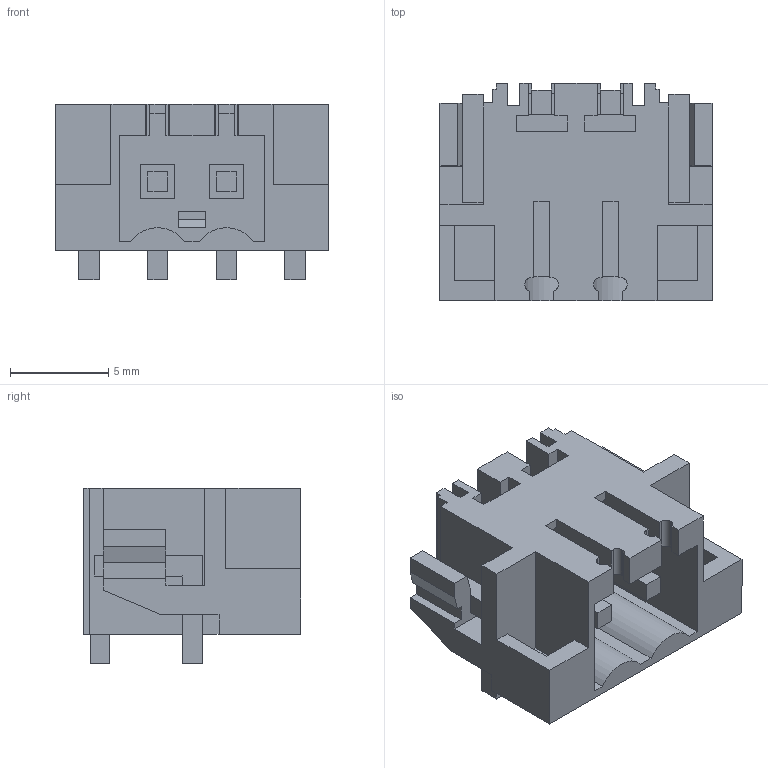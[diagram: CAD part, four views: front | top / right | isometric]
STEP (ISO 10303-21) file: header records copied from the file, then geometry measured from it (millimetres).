
FILE_DESCRIPTION(('CATIA V5 STEP Exchange','CAx-IF Rec.Pracs.--- Model Styling and Organization---1.2---2011-12-15'),'2;1');
FILE_NAME ('D1451629_0_1379610000_1379610000.stp','2018-03-10T07:11:43+00:00',('none'),('Weidmueller'),'CATIA Version 5-6 Release 2014','CATIA V5 STEP AP214','none');
FILE_SCHEMA(('AUTOMOTIVE_DESIGN { 1 0 10303 214 1 1 1 1 }'));
Length unit declared in the file: millimetre
Products named in the file (1): 1379610000
Bounding box: 13.85 x 11.05 x 8.95 mm (x, y, z)
Volume: 517.2 mm3; surface area: 1329.8 mm2
Topology: 5 solids, 5 shells, 218 faces, 638 edges, 431 vertices
Faces by surface type: plane 208, cylinder 10
Entity records: 6933 total; most frequent: ORIENTED_EDGE 1276, CARTESIAN_POINT 1254, DIRECTION 988, EDGE_CURVE 638, VECTOR 612, LINE 612, VERTEX_POINT 431, EDGE_LOOP 227
